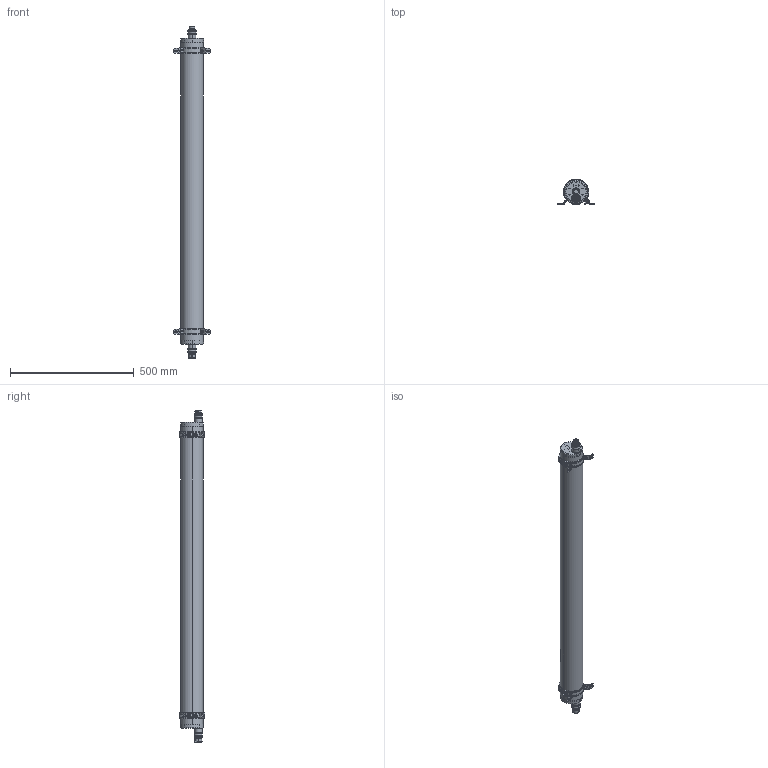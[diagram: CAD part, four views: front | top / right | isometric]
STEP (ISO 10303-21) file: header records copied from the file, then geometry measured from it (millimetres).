
FILE_DESCRIPTION (( 'STEP AP214' ), '1' );
FILE_NAME ('PRACHT_TUBIS_RESISTANT_1340mm_3D.STEP', '2024-12-12T10:17:27', ( '' ), ( '' ), 'SwSTEP 2.0', 'SolidWorks 2023', '' );
FILE_SCHEMA (( 'AUTOMOTIVE_DESIGN' ));
Length unit declared in the file: millimetre
Products named in the file (13): X_RST25i7 Buchse; RR0100_000003_Rohr variabel_4ft resistant_PO_1540mm; 0704038_Montageschelle Blechteil B; 0704038_Montageschelle Blechteil A; RR0113_000001_Endkappe_2 Version1f_M25_verschweisst_geschlossen; RR0113_000002_Schweissdraht; 0704038_Befestigungsschelle V2A; socket head cap screw_din_DIN 912 M6 x 16 --- 16C; 0704945_Dichtung Befestigungsschelle 205mm_0704945 Silikonringstück Schelle 205 mm; PRACHT_TUBIS_RESISTANT_1340mm_3D; X_RST25i7 Stecker; 0704946_Dichtung Befestigungsschelle 70mm_0704946 Silkonringstück Schelle 70 mm; 0703052_Unverlierbarkeitsscheibe 6,4mm_015 2060 087 03_0703052_Unverlierbarkeitsscheibe 6,4mm_015 2060 087 03_Skiffy
Assembly tree (15 placements, depth 3):
  PRACHT_TUBIS_RESISTANT_1340mm_3D
    RR0100_000003_Rohr variabel_4ft resistant_PO_1540mm
    RR0113_000001_Endkappe_2 Version1f_M25_verschweisst_geschlossen  x2
    RR0113_000002_Schweissdraht  x2
    X_RST25i7 Stecker
    X_RST25i7 Buchse
    0704038_Befestigungsschelle V2A  x2
      0704038_Montageschelle Blechteil B
      0704038_Montageschelle Blechteil A
      0704945_Dichtung Befestigungsschelle 205mm_0704945 Silikonringstück Schelle 205 mm
      0704946_Dichtung Befestigungsschelle 70mm_0704946 Silkonringstück Schelle 70 mm
      socket head cap screw_din_DIN 912 M6 x 16 --- 16C
      0703052_Unverlierbarkeitsscheibe 6,4mm_015 2060 087 03_0703052_Unverlierbarkeitsscheibe 6,4mm_015 2060 087 03_Skiffy
Bounding box: 146.48 x 102.24 x 1339.35 mm (x, y, z)
Volume: 1198339.7 mm3; surface area: 833102.1 mm2
Topology: 19 solids, 19 shells, 1938 faces, 4768 edges, 2892 vertices
Faces by surface type: cylinder 711, plane 552, torus 218, bspline 184, sphere 138, cone 135
Entity records: 47182 total; most frequent: CARTESIAN_POINT 17017, DIRECTION 6293, ORIENTED_EDGE 6258, EDGE_CURVE 3129, AXIS2_PLACEMENT_3D 2544, VERTEX_POINT 1936, EDGE_LOOP 1407, CIRCLE 1338
